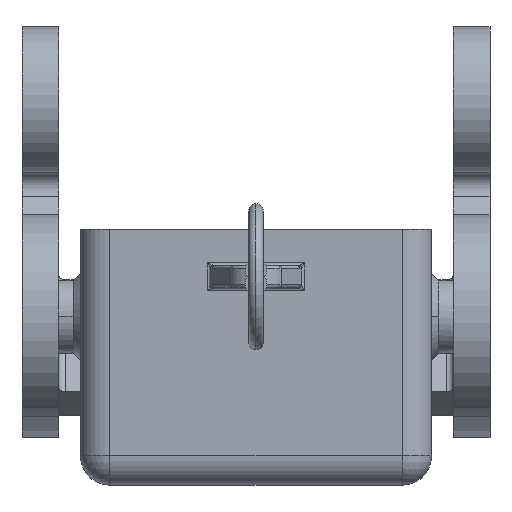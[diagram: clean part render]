
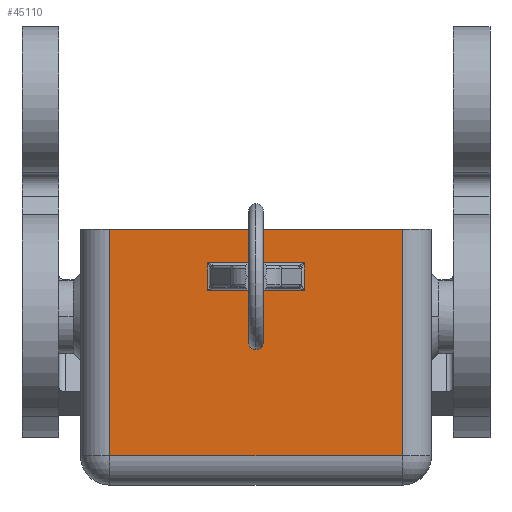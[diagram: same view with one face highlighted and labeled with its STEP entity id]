
A CAD part, left-side view. The second image highlights one B-rep face of the part: STEP entity #45110.
In plain terms, the highlighted planar face has unit normal (-1, 0, 0).
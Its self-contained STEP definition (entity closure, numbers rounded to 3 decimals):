
#10740=CARTESIAN_POINT('',(-12.,-10.,-15.5));
#10750=DIRECTION('',(0.,1.,0.));
#10760=VECTOR('',#10750,20.);
#10770=LINE('',#10740,#10760);
#10780=CARTESIAN_POINT('',(-12.,-10.,-15.5));
#10790=VERTEX_POINT('',#10780);
#10800=CARTESIAN_POINT('',(-12.,10.,-15.5));
#10810=VERTEX_POINT('',#10800);
#10820=EDGE_CURVE('',#10790,#10810,#10770,.T.);
#22460=CARTESIAN_POINT('',(-12.,-3.291,-4.2));
#22470=DIRECTION('',(0.,0.,1.));
#22480=VECTOR('',#22470,1.9);
#22490=LINE('',#22460,#22480);
#22500=CARTESIAN_POINT('',(-12.,-3.291,-4.2));
#22510=VERTEX_POINT('',#22500);
#22520=CARTESIAN_POINT('',(-12.,-3.291,-2.3));
#22530=VERTEX_POINT('',#22520);
#22540=EDGE_CURVE('',#22510,#22530,#22490,.T.);
#22880=CARTESIAN_POINT('',(-12.,-3.291,-2.3));
#22890=DIRECTION('',(0.,1.,0.));
#22900=VECTOR('',#22890,6.582);
#22910=LINE('',#22880,#22900);
#22920=CARTESIAN_POINT('',(-12.,3.291,-2.3));
#22930=VERTEX_POINT('',#22920);
#22940=EDGE_CURVE('',#22530,#22930,#22910,.T.);
#24570=CARTESIAN_POINT('',(-12.,3.291,-4.2));
#24580=DIRECTION('',(0.,-1.,0.));
#24590=VECTOR('',#24580,6.582);
#24600=LINE('',#24570,#24590);
#24610=CARTESIAN_POINT('',(-12.,3.291,-4.2));
#24620=VERTEX_POINT('',#24610);
#24630=EDGE_CURVE('',#24620,#22510,#24600,.T.);
#26190=CARTESIAN_POINT('',(-12.,3.291,-2.3));
#26200=DIRECTION('',(0.,0.,-1.));
#26210=VECTOR('',#26200,1.9);
#26220=LINE('',#26190,#26210);
#26230=EDGE_CURVE('',#22930,#24620,#26220,.T.);
#44750=CARTESIAN_POINT('',(-12.,10.,0.));
#44760=DIRECTION('',(-1.,0.,0.));
#44770=DIRECTION('',(0.,0.,1.));
#44780=AXIS2_PLACEMENT_3D('',#44750,#44760,#44770);
#44790=PLANE('',#44780);
#44800=CARTESIAN_POINT('',(-12.,10.,0.));
#44810=DIRECTION('',(0.,0.,-1.));
#44820=VECTOR('',#44810,15.5);
#44830=LINE('',#44800,#44820);
#44840=CARTESIAN_POINT('',(-12.,10.,0.));
#44850=VERTEX_POINT('',#44840);
#44860=EDGE_CURVE('',#44850,#10810,#44830,.T.);
#44870=ORIENTED_EDGE('',*,*,#44860,.T.);
#44880=CARTESIAN_POINT('',(-12.,-10.,0.));
#44890=DIRECTION('',(0.,1.,0.));
#44900=VECTOR('',#44890,20.);
#44910=LINE('',#44880,#44900);
#44920=CARTESIAN_POINT('',(-12.,-10.,0.));
#44930=VERTEX_POINT('',#44920);
#44940=EDGE_CURVE('',#44930,#44850,#44910,.T.);
#44950=ORIENTED_EDGE('',*,*,#44940,.T.);
#44960=CARTESIAN_POINT('',(-12.,-10.,0.));
#44970=DIRECTION('',(0.,0.,-1.));
#44980=VECTOR('',#44970,15.5);
#44990=LINE('',#44960,#44980);
#45000=EDGE_CURVE('',#44930,#10790,#44990,.T.);
#45010=ORIENTED_EDGE('',*,*,#45000,.F.);
#45020=ORIENTED_EDGE('',*,*,#10820,.F.);
#45030=EDGE_LOOP('',(#45020,#45010,#44950,#44870));
#45040=FACE_OUTER_BOUND('',#45030,.T.);
#45050=ORIENTED_EDGE('',*,*,#24630,.F.);
#45060=ORIENTED_EDGE('',*,*,#22540,.F.);
#45070=ORIENTED_EDGE('',*,*,#22940,.F.);
#45080=ORIENTED_EDGE('',*,*,#26230,.F.);
#45090=EDGE_LOOP('',(#45080,#45070,#45060,#45050));
#45100=FACE_BOUND('',#45090,.T.);
#45110=ADVANCED_FACE('',(#45040,#45100),#44790,.T.);
